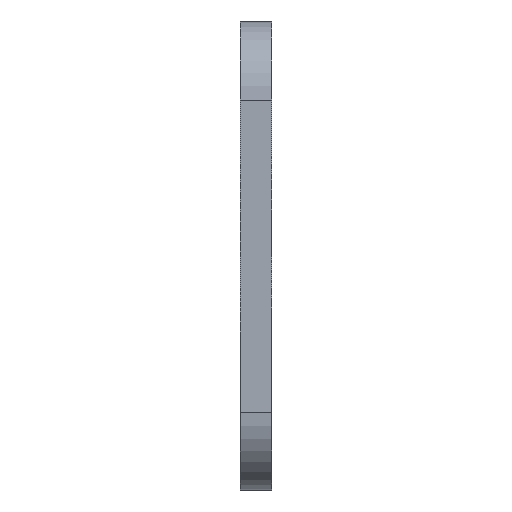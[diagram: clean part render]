
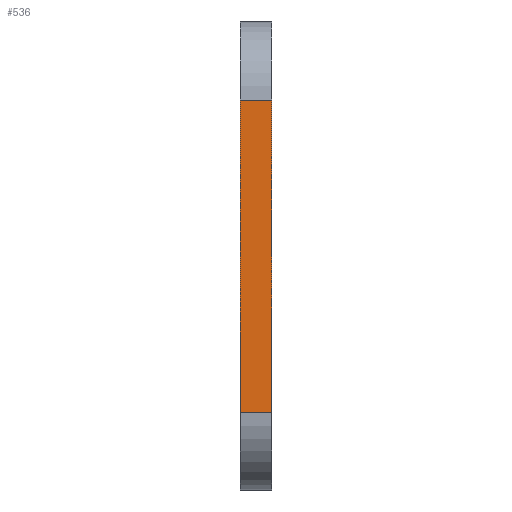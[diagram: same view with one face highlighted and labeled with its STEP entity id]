
A CAD part, left-side view. The second image highlights one B-rep face of the part: STEP entity #536.
In plain terms, the highlighted planar face has unit normal (-1, 0, 0).
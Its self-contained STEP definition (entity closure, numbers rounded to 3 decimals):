
#25 = VECTOR ( 'NONE', #1536, 1000. ) ;
#29 = VERTEX_POINT ( 'NONE', #987 ) ;
#67 = EDGE_CURVE ( 'NONE', #1283, #29, #1857, .T. ) ;
#81 = DIRECTION ( 'NONE',  ( 0., 0., -1. ) ) ;
#237 = LINE ( 'NONE', #246, #25 ) ;
#246 = CARTESIAN_POINT ( 'NONE',  ( -56.8, -1.6, -25.6 ) ) ;
#267 = CARTESIAN_POINT ( 'NONE',  ( -56.8, -10., -4.8 ) ) ;
#301 = VERTEX_POINT ( 'NONE', #440 ) ;
#342 = EDGE_LOOP ( 'NONE', ( #659, #1489, #1332, #842 ) ) ;
#440 = CARTESIAN_POINT ( 'NONE',  ( -56.8, -1.6, -4.8 ) ) ;
#450 = CARTESIAN_POINT ( 'NONE',  ( -56.8, 0., 0. ) ) ;
#473 = EDGE_CURVE ( 'NONE', #29, #760, #1770, .T. ) ;
#536 = ADVANCED_FACE ( 'NONE', ( #1123 ), #1087, .F. ) ;
#621 = VECTOR ( 'NONE', #1297, 1000. ) ;
#632 = EDGE_CURVE ( 'NONE', #760, #301, #698, .T. ) ;
#659 = ORIENTED_EDGE ( 'NONE', *, *, #67, .F. ) ;
#698 = LINE ( 'NONE', #267, #621 ) ;
#760 = VERTEX_POINT ( 'NONE', #1515 ) ;
#842 = ORIENTED_EDGE ( 'NONE', *, *, #473, .F. ) ;
#987 = CARTESIAN_POINT ( 'NONE',  ( -56.8, 0., -20.8 ) ) ;
#1068 = DIRECTION ( 'NONE',  ( 0., 0., 1. ) ) ;
#1087 = PLANE ( 'NONE',  #1227 ) ;
#1123 = FACE_OUTER_BOUND ( 'NONE', #342, .T. ) ;
#1227 = AXIS2_PLACEMENT_3D ( 'NONE', #1400, #1846, #81 ) ;
#1256 = DIRECTION ( 'NONE',  ( 0., 1., 0. ) ) ;
#1283 = VERTEX_POINT ( 'NONE', #1520 ) ;
#1297 = DIRECTION ( 'NONE',  ( 0., -1., 0. ) ) ;
#1313 = VECTOR ( 'NONE', #1068, 1000. ) ;
#1332 = ORIENTED_EDGE ( 'NONE', *, *, #632, .F. ) ;
#1400 = CARTESIAN_POINT ( 'NONE',  ( -56.8, -10., 0. ) ) ;
#1489 = ORIENTED_EDGE ( 'NONE', *, *, #1701, .T. ) ;
#1515 = CARTESIAN_POINT ( 'NONE',  ( -56.8, 0., -4.8 ) ) ;
#1520 = CARTESIAN_POINT ( 'NONE',  ( -56.8, -1.6, -20.8 ) ) ;
#1536 = DIRECTION ( 'NONE',  ( 0., 0., 1. ) ) ;
#1546 = CARTESIAN_POINT ( 'NONE',  ( -56.8, -10., -20.8 ) ) ;
#1701 = EDGE_CURVE ( 'NONE', #1283, #301, #237, .T. ) ;
#1737 = VECTOR ( 'NONE', #1256, 1000. ) ;
#1770 = LINE ( 'NONE', #450, #1313 ) ;
#1846 = DIRECTION ( 'NONE',  ( 1., 0., 0. ) ) ;
#1857 = LINE ( 'NONE', #1546, #1737 ) ;
